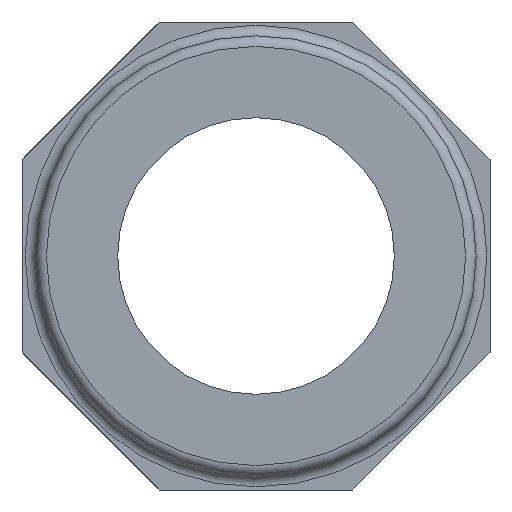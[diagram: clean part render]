
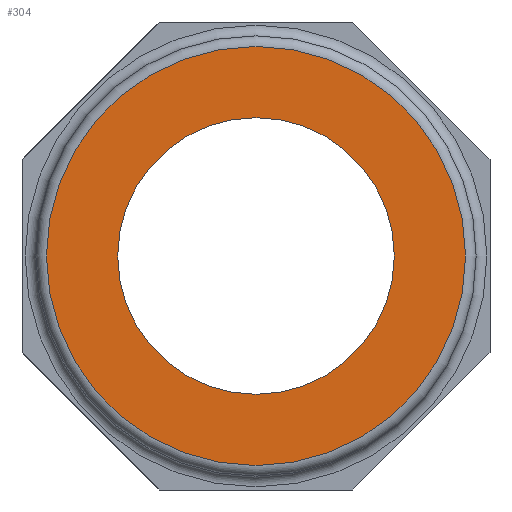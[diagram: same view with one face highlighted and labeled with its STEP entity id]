
A CAD part, front view. The second image highlights one B-rep face of the part: STEP entity #304.
In plain terms, the highlighted planar face has unit normal (0, -1, 0).
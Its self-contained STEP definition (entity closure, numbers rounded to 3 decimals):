
#304 = ADVANCED_FACE( '', ( #823, #824 ), #825, .F. );
#823 = FACE_OUTER_BOUND( '', #1601, .T. );
#824 = FACE_BOUND( '', #1602, .T. );
#825 = PLANE( '', #1603 );
#1601 = EDGE_LOOP( '', ( #2549 ) );
#1602 = EDGE_LOOP( '', ( #2550 ) );
#1603 = AXIS2_PLACEMENT_3D( '', #2551, #2552, #2553 );
#2549 = ORIENTED_EDGE( '', *, *, #4836, .T. );
#2550 = ORIENTED_EDGE( '', *, *, #4837, .T. );
#2551 = CARTESIAN_POINT( '', ( 0., -25., 0. ) );
#2552 = DIRECTION( '', ( 0., 1., 0. ) );
#2553 = DIRECTION( '', ( 0., 0., 1. ) );
#4836 = EDGE_CURVE( '', #5750, #5750, #5751, .F. );
#4837 = EDGE_CURVE( '', #5752, #5752, #5753, .T. );
#5750 = VERTEX_POINT( '', #7132 );
#5751 = CIRCLE( '', #7133, 9.85 );
#5752 = VERTEX_POINT( '', #7134 );
#5753 = CIRCLE( '', #7135, 6.5 );
#7132 = CARTESIAN_POINT( '', ( 0., -25., 9.85 ) );
#7133 = AXIS2_PLACEMENT_3D( '', #9109, #9110, #9111 );
#7134 = CARTESIAN_POINT( '', ( 6.5, -25., 0. ) );
#7135 = AXIS2_PLACEMENT_3D( '', #9112, #9113, #9114 );
#9109 = CARTESIAN_POINT( '', ( 0., -25., 0. ) );
#9110 = DIRECTION( '', ( 0., 1., 0. ) );
#9111 = DIRECTION( '', ( 0., 0., 1. ) );
#9112 = CARTESIAN_POINT( '', ( 0., -25., 0. ) );
#9113 = DIRECTION( '', ( 0., 1., 0. ) );
#9114 = DIRECTION( '', ( 1., 0., 0. ) );
